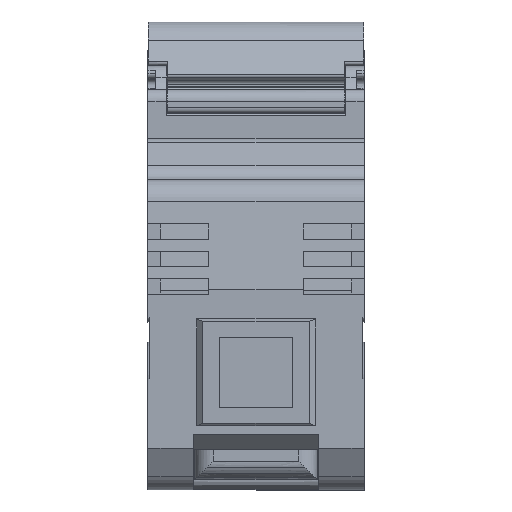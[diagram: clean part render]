
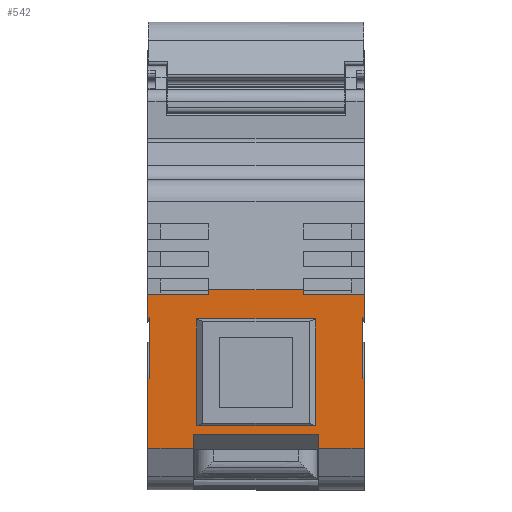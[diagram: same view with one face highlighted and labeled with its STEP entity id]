
A CAD part, front view. The second image highlights one B-rep face of the part: STEP entity #542.
In plain terms, the highlighted planar face has unit normal (0, -1, 0).
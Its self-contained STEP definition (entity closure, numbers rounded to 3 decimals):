
#344=AXIS2_PLACEMENT_3D('Plane Axis2P3D',#341,#342,#343) ;
#341=CARTESIAN_POINT('Axis2P3D Location',(35.4,3.262,6.8)) ;
#346=CARTESIAN_POINT('Line Origine',(31.675,3.262,6.8)) ;
#350=CARTESIAN_POINT('Vertex',(35.4,3.262,6.8)) ;
#352=CARTESIAN_POINT('Vertex',(27.95,3.262,6.8)) ;
#355=CARTESIAN_POINT('Line Origine',(35.4,3.262,12.488)) ;
#359=CARTESIAN_POINT('Vertex',(35.4,3.262,18.177)) ;
#362=CARTESIAN_POINT('Line Origine',(35.25,3.262,18.177)) ;
#366=CARTESIAN_POINT('Vertex',(35.1,3.262,18.177)) ;
#369=CARTESIAN_POINT('Line Origine',(35.1,3.262,23.177)) ;
#373=CARTESIAN_POINT('Vertex',(35.1,3.262,28.177)) ;
#376=CARTESIAN_POINT('Line Origine',(35.25,3.262,28.177)) ;
#380=CARTESIAN_POINT('Vertex',(35.4,3.262,28.177)) ;
#383=CARTESIAN_POINT('Line Origine',(35.4,3.262,30.113)) ;
#387=CARTESIAN_POINT('Vertex',(35.4,3.262,32.05)) ;
#390=CARTESIAN_POINT('Line Origine',(30.4,3.262,32.05)) ;
#394=CARTESIAN_POINT('Vertex',(25.4,3.262,32.05)) ;
#397=CARTESIAN_POINT('Line Origine',(25.4,3.262,32.425)) ;
#401=CARTESIAN_POINT('Vertex',(25.4,3.262,32.8)) ;
#404=CARTESIAN_POINT('Line Origine',(17.7,3.262,32.8)) ;
#408=CARTESIAN_POINT('Vertex',(10.,3.262,32.8)) ;
#411=CARTESIAN_POINT('Line Origine',(10.,3.262,32.425)) ;
#415=CARTESIAN_POINT('Vertex',(10.,3.262,32.05)) ;
#418=CARTESIAN_POINT('Line Origine',(5.,3.262,32.05)) ;
#422=CARTESIAN_POINT('Vertex',(0.,3.262,32.05)) ;
#425=CARTESIAN_POINT('Line Origine',(0.,3.262,30.113)) ;
#429=CARTESIAN_POINT('Vertex',(0.,3.262,28.177)) ;
#432=CARTESIAN_POINT('Line Origine',(0.15,3.262,28.177)) ;
#436=CARTESIAN_POINT('Vertex',(0.3,3.262,28.177)) ;
#439=CARTESIAN_POINT('Line Origine',(0.3,3.262,23.177)) ;
#443=CARTESIAN_POINT('Vertex',(0.3,3.262,18.177)) ;
#446=CARTESIAN_POINT('Line Origine',(0.15,3.262,18.177)) ;
#450=CARTESIAN_POINT('Vertex',(0.,3.262,18.177)) ;
#453=CARTESIAN_POINT('Line Origine',(0.,3.262,12.488)) ;
#457=CARTESIAN_POINT('Vertex',(0.,3.262,6.8)) ;
#460=CARTESIAN_POINT('Line Origine',(3.725,3.262,6.8)) ;
#464=CARTESIAN_POINT('Vertex',(7.45,3.262,6.8)) ;
#467=CARTESIAN_POINT('Line Origine',(7.45,3.262,7.95)) ;
#471=CARTESIAN_POINT('Vertex',(7.45,3.262,9.1)) ;
#474=CARTESIAN_POINT('Line Origine',(17.7,3.262,9.1)) ;
#478=CARTESIAN_POINT('Vertex',(27.95,3.262,9.1)) ;
#481=CARTESIAN_POINT('Line Origine',(27.95,3.262,7.95)) ;
#508=CARTESIAN_POINT('Line Origine',(17.7,3.262,10.5)) ;
#512=CARTESIAN_POINT('Vertex',(8.,3.262,10.5)) ;
#514=CARTESIAN_POINT('Vertex',(27.4,3.262,10.5)) ;
#517=CARTESIAN_POINT('Line Origine',(8.,3.262,19.25)) ;
#521=CARTESIAN_POINT('Vertex',(8.,3.262,28.)) ;
#524=CARTESIAN_POINT('Line Origine',(17.7,3.262,28.)) ;
#528=CARTESIAN_POINT('Vertex',(27.4,3.262,28.)) ;
#531=CARTESIAN_POINT('Line Origine',(27.4,3.262,19.25)) ;
#342=DIRECTION('Axis2P3D Direction',(0.,-1.,0.)) ;
#343=DIRECTION('Axis2P3D XDirection',(0.,0.,1.)) ;
#347=DIRECTION('Vector Direction',(-1.,0.,0.)) ;
#356=DIRECTION('Vector Direction',(0.,0.,1.)) ;
#363=DIRECTION('Vector Direction',(1.,0.,0.)) ;
#370=DIRECTION('Vector Direction',(0.,0.,-1.)) ;
#377=DIRECTION('Vector Direction',(1.,0.,0.)) ;
#384=DIRECTION('Vector Direction',(0.,0.,1.)) ;
#391=DIRECTION('Vector Direction',(1.,0.,0.)) ;
#398=DIRECTION('Vector Direction',(0.,0.,-1.)) ;
#405=DIRECTION('Vector Direction',(-1.,0.,0.)) ;
#412=DIRECTION('Vector Direction',(0.,0.,1.)) ;
#419=DIRECTION('Vector Direction',(1.,0.,0.)) ;
#426=DIRECTION('Vector Direction',(0.,0.,1.)) ;
#433=DIRECTION('Vector Direction',(1.,0.,0.)) ;
#440=DIRECTION('Vector Direction',(0.,0.,1.)) ;
#447=DIRECTION('Vector Direction',(1.,0.,0.)) ;
#454=DIRECTION('Vector Direction',(0.,0.,1.)) ;
#461=DIRECTION('Vector Direction',(-1.,0.,0.)) ;
#468=DIRECTION('Vector Direction',(0.,0.,-1.)) ;
#475=DIRECTION('Vector Direction',(1.,0.,0.)) ;
#482=DIRECTION('Vector Direction',(0.,0.,-1.)) ;
#509=DIRECTION('Vector Direction',(-1.,0.,0.)) ;
#518=DIRECTION('Vector Direction',(0.,0.,1.)) ;
#525=DIRECTION('Vector Direction',(1.,0.,0.)) ;
#532=DIRECTION('Vector Direction',(0.,0.,-1.)) ;
#348=VECTOR('Line Direction',#347,1.) ;
#357=VECTOR('Line Direction',#356,1.) ;
#364=VECTOR('Line Direction',#363,1.) ;
#371=VECTOR('Line Direction',#370,1.) ;
#378=VECTOR('Line Direction',#377,1.) ;
#385=VECTOR('Line Direction',#384,1.) ;
#392=VECTOR('Line Direction',#391,1.) ;
#399=VECTOR('Line Direction',#398,1.) ;
#406=VECTOR('Line Direction',#405,1.) ;
#413=VECTOR('Line Direction',#412,1.) ;
#420=VECTOR('Line Direction',#419,1.) ;
#427=VECTOR('Line Direction',#426,1.) ;
#434=VECTOR('Line Direction',#433,1.) ;
#441=VECTOR('Line Direction',#440,1.) ;
#448=VECTOR('Line Direction',#447,1.) ;
#455=VECTOR('Line Direction',#454,1.) ;
#462=VECTOR('Line Direction',#461,1.) ;
#469=VECTOR('Line Direction',#468,1.) ;
#476=VECTOR('Line Direction',#475,1.) ;
#483=VECTOR('Line Direction',#482,1.) ;
#510=VECTOR('Line Direction',#509,1.) ;
#519=VECTOR('Line Direction',#518,1.) ;
#526=VECTOR('Line Direction',#525,1.) ;
#533=VECTOR('Line Direction',#532,1.) ;
#487=ORIENTED_EDGE('',*,*,#354,.F.) ;
#488=ORIENTED_EDGE('',*,*,#361,.F.) ;
#489=ORIENTED_EDGE('',*,*,#368,.F.) ;
#490=ORIENTED_EDGE('',*,*,#375,.F.) ;
#491=ORIENTED_EDGE('',*,*,#382,.T.) ;
#492=ORIENTED_EDGE('',*,*,#389,.F.) ;
#493=ORIENTED_EDGE('',*,*,#396,.F.) ;
#494=ORIENTED_EDGE('',*,*,#403,.F.) ;
#495=ORIENTED_EDGE('',*,*,#410,.T.) ;
#496=ORIENTED_EDGE('',*,*,#417,.F.) ;
#497=ORIENTED_EDGE('',*,*,#424,.F.) ;
#498=ORIENTED_EDGE('',*,*,#431,.F.) ;
#499=ORIENTED_EDGE('',*,*,#438,.T.) ;
#500=ORIENTED_EDGE('',*,*,#445,.F.) ;
#501=ORIENTED_EDGE('',*,*,#452,.F.) ;
#502=ORIENTED_EDGE('',*,*,#459,.F.) ;
#503=ORIENTED_EDGE('',*,*,#466,.F.) ;
#504=ORIENTED_EDGE('',*,*,#473,.F.) ;
#505=ORIENTED_EDGE('',*,*,#480,.T.) ;
#506=ORIENTED_EDGE('',*,*,#485,.T.) ;
#537=ORIENTED_EDGE('',*,*,#516,.F.) ;
#538=ORIENTED_EDGE('',*,*,#523,.F.) ;
#539=ORIENTED_EDGE('',*,*,#530,.F.) ;
#540=ORIENTED_EDGE('',*,*,#535,.F.) ;
#541=FACE_BOUND('',#536,.T.) ;
#542=ADVANCED_FACE('K\X2\00F6\X0\rper.2',(#507,#541),#345,.T.) ;
#354=EDGE_CURVE('',#351,#353,#349,.T.) ;
#361=EDGE_CURVE('',#360,#351,#358,.F.) ;
#368=EDGE_CURVE('',#367,#360,#365,.T.) ;
#375=EDGE_CURVE('',#374,#367,#372,.T.) ;
#382=EDGE_CURVE('',#374,#381,#379,.T.) ;
#389=EDGE_CURVE('',#388,#381,#386,.F.) ;
#396=EDGE_CURVE('',#395,#388,#393,.T.) ;
#403=EDGE_CURVE('',#402,#395,#400,.T.) ;
#410=EDGE_CURVE('',#402,#409,#407,.T.) ;
#417=EDGE_CURVE('',#416,#409,#414,.T.) ;
#424=EDGE_CURVE('',#423,#416,#421,.T.) ;
#431=EDGE_CURVE('',#430,#423,#428,.T.) ;
#438=EDGE_CURVE('',#430,#437,#435,.T.) ;
#445=EDGE_CURVE('',#444,#437,#442,.T.) ;
#452=EDGE_CURVE('',#451,#444,#449,.T.) ;
#459=EDGE_CURVE('',#458,#451,#456,.T.) ;
#466=EDGE_CURVE('',#465,#458,#463,.T.) ;
#473=EDGE_CURVE('',#472,#465,#470,.T.) ;
#480=EDGE_CURVE('',#472,#479,#477,.T.) ;
#485=EDGE_CURVE('',#479,#353,#484,.T.) ;
#516=EDGE_CURVE('',#513,#515,#511,.F.) ;
#523=EDGE_CURVE('',#522,#513,#520,.F.) ;
#530=EDGE_CURVE('',#529,#522,#527,.F.) ;
#535=EDGE_CURVE('',#515,#529,#534,.F.) ;
#486=EDGE_LOOP('',(#487,#488,#489,#490,#491,#492,#493,#494,#495,#496,#497,#498,#499,#500,#501,#502,#503,#504,#505,#506)) ;
#536=EDGE_LOOP('',(#537,#538,#539,#540)) ;
#507=FACE_OUTER_BOUND('',#486,.T.) ;
#349=LINE('Line',#346,#348) ;
#358=LINE('Line',#355,#357) ;
#365=LINE('Line',#362,#364) ;
#372=LINE('Line',#369,#371) ;
#379=LINE('Line',#376,#378) ;
#386=LINE('Line',#383,#385) ;
#393=LINE('Line',#390,#392) ;
#400=LINE('Line',#397,#399) ;
#407=LINE('Line',#404,#406) ;
#414=LINE('Line',#411,#413) ;
#421=LINE('Line',#418,#420) ;
#428=LINE('Line',#425,#427) ;
#435=LINE('Line',#432,#434) ;
#442=LINE('Line',#439,#441) ;
#449=LINE('Line',#446,#448) ;
#456=LINE('Line',#453,#455) ;
#463=LINE('Line',#460,#462) ;
#470=LINE('Line',#467,#469) ;
#477=LINE('Line',#474,#476) ;
#484=LINE('Line',#481,#483) ;
#511=LINE('Line',#508,#510) ;
#520=LINE('Line',#517,#519) ;
#527=LINE('Line',#524,#526) ;
#534=LINE('Line',#531,#533) ;
#345=PLANE('',#344) ;
#351=VERTEX_POINT('',#350) ;
#353=VERTEX_POINT('',#352) ;
#360=VERTEX_POINT('',#359) ;
#367=VERTEX_POINT('',#366) ;
#374=VERTEX_POINT('',#373) ;
#381=VERTEX_POINT('',#380) ;
#388=VERTEX_POINT('',#387) ;
#395=VERTEX_POINT('',#394) ;
#402=VERTEX_POINT('',#401) ;
#409=VERTEX_POINT('',#408) ;
#416=VERTEX_POINT('',#415) ;
#423=VERTEX_POINT('',#422) ;
#430=VERTEX_POINT('',#429) ;
#437=VERTEX_POINT('',#436) ;
#444=VERTEX_POINT('',#443) ;
#451=VERTEX_POINT('',#450) ;
#458=VERTEX_POINT('',#457) ;
#465=VERTEX_POINT('',#464) ;
#472=VERTEX_POINT('',#471) ;
#479=VERTEX_POINT('',#478) ;
#513=VERTEX_POINT('',#512) ;
#515=VERTEX_POINT('',#514) ;
#522=VERTEX_POINT('',#521) ;
#529=VERTEX_POINT('',#528) ;
